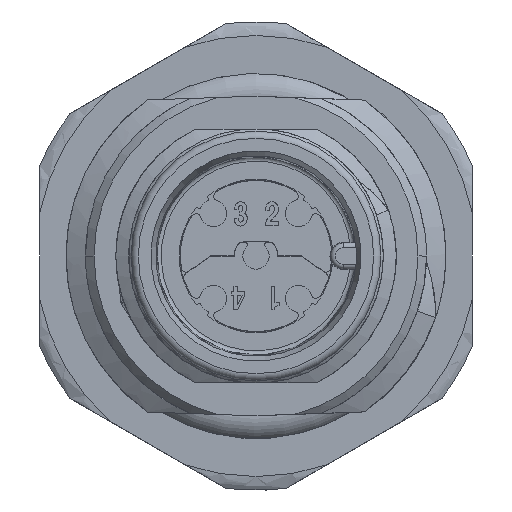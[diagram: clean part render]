
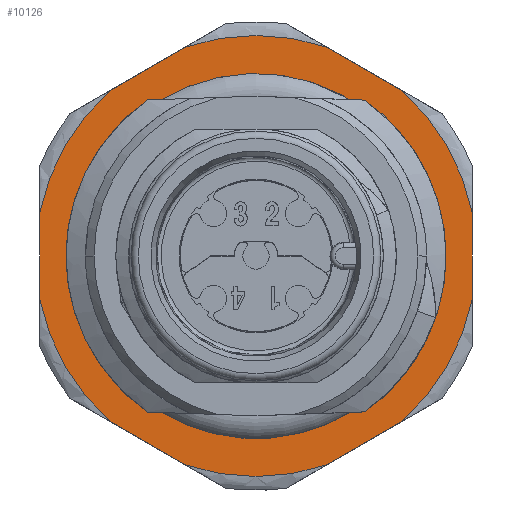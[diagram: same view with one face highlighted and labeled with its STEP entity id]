
A CAD part, front view. The second image highlights one B-rep face of the part: STEP entity #10126.
In plain terms, the highlighted planar face has unit normal (0, -1, 0).
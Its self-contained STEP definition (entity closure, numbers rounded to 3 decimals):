
#242=CIRCLE('',#10762,7.6);
#246=CIRCLE('',#10766,7.6);
#258=CIRCLE('',#10791,9.18);
#259=CIRCLE('',#10794,9.18);
#261=CIRCLE('',#10799,9.18);
#262=CIRCLE('',#10802,9.18);
#263=CIRCLE('',#10805,9.18);
#264=CIRCLE('',#10808,9.18);
#517=PLANE('',#10809);
#674=LINE('',#14744,#1079);
#809=LINE('',#18552,#1214);
#810=LINE('',#18576,#1215);
#812=LINE('',#18602,#1217);
#814=LINE('',#18630,#1219);
#815=LINE('',#18654,#1220);
#816=LINE('',#18678,#1221);
#817=LINE('',#18692,#1222);
#1079=VECTOR('',#11344,1000.);
#1214=VECTOR('',#12143,1000.);
#1215=VECTOR('',#12150,1000.);
#1217=VECTOR('',#12158,1000.);
#1219=VECTOR('',#12170,1000.);
#1220=VECTOR('',#12177,1000.);
#1221=VECTOR('',#12184,1000.);
#1222=VECTOR('',#12191,1000.);
#3085=ORIENTED_EDGE('',*,*,#4831,.T.);
#3086=ORIENTED_EDGE('',*,*,#5495,.F.);
#3087=ORIENTED_EDGE('',*,*,#4941,.T.);
#3088=ORIENTED_EDGE('',*,*,#4949,.T.);
#3089=ORIENTED_EDGE('',*,*,#5507,.F.);
#3090=ORIENTED_EDGE('',*,*,#5567,.T.);
#3091=ORIENTED_EDGE('',*,*,#5564,.F.);
#3092=ORIENTED_EDGE('',*,*,#5562,.F.);
#3093=ORIENTED_EDGE('',*,*,#5560,.F.);
#3094=ORIENTED_EDGE('',*,*,#5558,.F.);
#3095=ORIENTED_EDGE('',*,*,#5556,.F.);
#3096=ORIENTED_EDGE('',*,*,#5554,.F.);
#3097=ORIENTED_EDGE('',*,*,#5550,.F.);
#3098=ORIENTED_EDGE('',*,*,#5547,.F.);
#3099=ORIENTED_EDGE('',*,*,#5545,.F.);
#3100=ORIENTED_EDGE('',*,*,#5543,.F.);
#3101=ORIENTED_EDGE('',*,*,#5541,.F.);
#3102=ORIENTED_EDGE('',*,*,#5566,.F.);
#4831=EDGE_CURVE('',#6424,#6430,#7552,.T.);
#4941=EDGE_CURVE('',#6510,#6511,#7649,.T.);
#4949=EDGE_CURVE('',#6511,#6517,#674,.T.);
#5495=EDGE_CURVE('',#6510,#6430,#242,.T.);
#5507=EDGE_CURVE('',#6889,#6517,#246,.F.);
#5541=EDGE_CURVE('',#6913,#6914,#809,.T.);
#5543=EDGE_CURVE('',#6914,#6915,#258,.T.);
#5545=EDGE_CURVE('',#6915,#6916,#810,.T.);
#5547=EDGE_CURVE('',#6916,#6917,#259,.T.);
#5550=EDGE_CURVE('',#6917,#6919,#812,.T.);
#5554=EDGE_CURVE('',#6919,#6921,#261,.T.);
#5556=EDGE_CURVE('',#6921,#6922,#814,.T.);
#5558=EDGE_CURVE('',#6922,#6923,#262,.T.);
#5560=EDGE_CURVE('',#6923,#6924,#815,.T.);
#5562=EDGE_CURVE('',#6924,#6925,#263,.T.);
#5564=EDGE_CURVE('',#6925,#6926,#816,.T.);
#5566=EDGE_CURVE('',#6926,#6913,#264,.T.);
#5567=EDGE_CURVE('',#6889,#6424,#817,.T.);
#6424=VERTEX_POINT('',#13889);
#6430=VERTEX_POINT('',#13924);
#6510=VERTEX_POINT('',#14689);
#6511=VERTEX_POINT('',#14708);
#6517=VERTEX_POINT('',#14743);
#6889=VERTEX_POINT('',#18409);
#6913=VERTEX_POINT('',#18551);
#6914=VERTEX_POINT('',#18553);
#6915=VERTEX_POINT('',#18565);
#6916=VERTEX_POINT('',#18577);
#6917=VERTEX_POINT('',#18589);
#6919=VERTEX_POINT('',#18603);
#6921=VERTEX_POINT('',#18619);
#6922=VERTEX_POINT('',#18631);
#6923=VERTEX_POINT('',#18643);
#6924=VERTEX_POINT('',#18655);
#6925=VERTEX_POINT('',#18667);
#6926=VERTEX_POINT('',#18679);
#7552=B_SPLINE_CURVE_WITH_KNOTS('',3,(#13925,#13926,#13927,#13928),
 .UNSPECIFIED.,.F.,.F.,(4,4),(0.,1.),.UNSPECIFIED.);
#7649=B_SPLINE_CURVE_WITH_KNOTS('',3,(#14709,#14710,#14711,#14712,#14713,
#14714),.UNSPECIFIED.,.F.,.F.,(4,1,1,4),(0.,0.5,0.75,1.),.UNSPECIFIED.);
#8712=EDGE_LOOP('',(#3085,#3086,#3087,#3088,#3089,#3090));
#8713=EDGE_LOOP('',(#3091,#3092,#3093,#3094,#3095,#3096,#3097,#3098,#3099,
#3100,#3101,#3102));
#9329=FACE_BOUND('',#8712,.T.);
#9330=FACE_BOUND('',#8713,.T.);
#10126=ADVANCED_FACE('',(#9329,#9330),#517,.T.);
#10762=AXIS2_PLACEMENT_3D('',#18389,#12062,#12063);
#10766=AXIS2_PLACEMENT_3D('',#18410,#12077,#12078);
#10791=AXIS2_PLACEMENT_3D('',#18564,#12146,#12147);
#10794=AXIS2_PLACEMENT_3D('',#18588,#12153,#12154);
#10799=AXIS2_PLACEMENT_3D('',#18618,#12166,#12167);
#10802=AXIS2_PLACEMENT_3D('',#18642,#12173,#12174);
#10805=AXIS2_PLACEMENT_3D('',#18666,#12180,#12181);
#10808=AXIS2_PLACEMENT_3D('',#18690,#12187,#12188);
#10809=AXIS2_PLACEMENT_3D('',#18691,#12189,#12190);
#11344=DIRECTION('',(-0.999,0.,-0.035));
#12062=DIRECTION('',(0.,-1.,0.));
#12063=DIRECTION('',(0.,0.,1.));
#12077=DIRECTION('',(0.,1.,0.));
#12078=DIRECTION('',(0.516,0.,-0.857));
#12143=DIRECTION('',(0.,0.,1.));
#12146=DIRECTION('',(0.,1.,0.));
#12147=DIRECTION('',(-0.98,0.,0.197));
#12150=DIRECTION('',(0.866,0.,0.5));
#12153=DIRECTION('',(0.,1.,0.));
#12154=DIRECTION('',(-0.32,0.,0.948));
#12158=DIRECTION('',(0.866,0.,-0.5));
#12166=DIRECTION('',(0.,1.,0.));
#12167=DIRECTION('',(0.866,0.,0.5));
#12170=DIRECTION('',(0.,0.,-1.));
#12173=DIRECTION('',(0.,1.,0.));
#12174=DIRECTION('',(0.98,0.,-0.197));
#12177=DIRECTION('',(-0.866,0.,-0.5));
#12180=DIRECTION('',(0.,1.,0.));
#12181=DIRECTION('',(0.32,0.,-0.948));
#12184=DIRECTION('',(-0.866,0.,0.5));
#12187=DIRECTION('',(0.,1.,0.));
#12188=DIRECTION('',(-0.866,0.,-0.5));
#12189=DIRECTION('',(0.,-1.,0.));
#12190=DIRECTION('',(0.,0.,1.));
#12191=DIRECTION('',(-0.999,0.,0.035));
#13889=CARTESIAN_POINT('',(-4.274,-5.65,-6.503));
#13924=CARTESIAN_POINT('',(-6.476,-5.65,-3.978));
#13925=CARTESIAN_POINT('',(-4.274,-5.65,-6.503));
#13926=CARTESIAN_POINT('',(-5.189,-5.65,-5.829));
#13927=CARTESIAN_POINT('',(-5.938,-5.65,-4.971));
#13928=CARTESIAN_POINT('',(-6.476,-5.65,-3.978));
#14689=CARTESIAN_POINT('',(7.239,-5.65,-2.314));
#14708=CARTESIAN_POINT('',(4.452,-5.65,-6.493));
#14709=CARTESIAN_POINT('',(7.239,-5.65,-2.314));
#14710=CARTESIAN_POINT('',(7.027,-5.65,-3.129));
#14711=CARTESIAN_POINT('',(6.502,-5.65,-4.292));
#14712=CARTESIAN_POINT('',(5.468,-5.65,-5.616));
#14713=CARTESIAN_POINT('',(4.805,-5.65,-6.223));
#14714=CARTESIAN_POINT('',(4.452,-5.65,-6.493));
#14743=CARTESIAN_POINT('',(3.919,-5.65,-6.511));
#14744=CARTESIAN_POINT('',(4.452,-5.65,-6.493));
#18389=CARTESIAN_POINT('',(0.,-5.65,0.));
#18409=CARTESIAN_POINT('',(-3.913,-5.65,-6.515));
#18410=CARTESIAN_POINT('',(0.,-5.65,0.));
#18551=CARTESIAN_POINT('',(-9.,-5.65,-1.809));
#18552=CARTESIAN_POINT('',(-9.,-5.65,-1.809));
#18553=CARTESIAN_POINT('',(-9.,-5.65,1.809));
#18564=CARTESIAN_POINT('',(0.,-5.65,0.));
#18565=CARTESIAN_POINT('',(-6.067,-5.65,6.89));
#18576=CARTESIAN_POINT('',(-6.067,-5.65,6.89));
#18577=CARTESIAN_POINT('',(-2.933,-5.65,8.699));
#18588=CARTESIAN_POINT('',(0.,-5.65,0.));
#18589=CARTESIAN_POINT('',(2.933,-5.65,8.699));
#18602=CARTESIAN_POINT('',(2.933,-5.65,8.699));
#18603=CARTESIAN_POINT('',(6.067,-5.65,6.89));
#18618=CARTESIAN_POINT('',(0.,-5.65,0.));
#18619=CARTESIAN_POINT('',(9.,-5.65,1.809));
#18630=CARTESIAN_POINT('',(9.,-5.65,1.809));
#18631=CARTESIAN_POINT('',(9.,-5.65,-1.809));
#18642=CARTESIAN_POINT('',(0.,-5.65,0.));
#18643=CARTESIAN_POINT('',(6.067,-5.65,-6.89));
#18654=CARTESIAN_POINT('',(6.067,-5.65,-6.89));
#18655=CARTESIAN_POINT('',(2.933,-5.65,-8.699));
#18666=CARTESIAN_POINT('',(0.,-5.65,0.));
#18667=CARTESIAN_POINT('',(-2.933,-5.65,-8.699));
#18678=CARTESIAN_POINT('',(-2.933,-5.65,-8.699));
#18679=CARTESIAN_POINT('',(-6.067,-5.65,-6.89));
#18690=CARTESIAN_POINT('',(0.,-5.65,0.));
#18691=CARTESIAN_POINT('',(0.,-5.65,0.));
#18692=CARTESIAN_POINT('',(-3.913,-5.65,-6.515));
